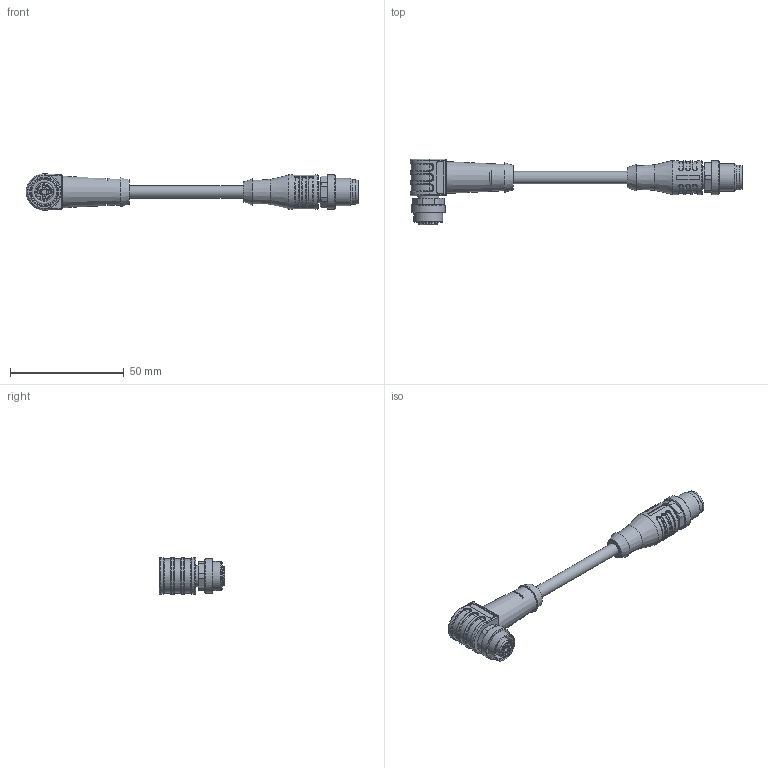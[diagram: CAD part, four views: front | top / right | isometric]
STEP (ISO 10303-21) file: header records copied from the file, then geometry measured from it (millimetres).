
FILE_DESCRIPTION(/* description */ (''),/* implementation_level */ '2;1');
FILE_NAME(/* name */ 'xRA-WWAK4-m-RA-WAS4_stp.stp',/* time_stamp */ '2016-09-16T10:00:39+02:00',/* author */ (''),/* organization */ (''),/* preprocessor_version */ 'ST-DEVELOPER v16',/* originating_system */ 'SIEMENS PLM Software NX 10.0',/* authorisation */ '');
FILE_SCHEMA (('AUTOMOTIVE_DESIGN { 1 0 10303 214 3 1 1 1 }'));
Length unit declared in the file: millimetre
Products named in the file (1): xRA-WWAK4-m-RA-WAS4_stp
Bounding box: 145.97 x 28.7 x 15.97 mm (x, y, z)
Surface area: 7538.2 mm2 (no closed solid volume)
Topology: 0 solids, 1 shells, 524 faces, 1298 edges, 810 vertices
Faces by surface type: plane 179, cylinder 160, bspline 60, extrusion 50, torus 38, cone 29, sphere 8
Full cylindrical faces by diameter (mm): 1 x4, 1.15 x4, 5.4 x1, 8.3 x1, 9.3 x2, 10.5 x1, 10.8 x1, 10.95 x1, 12 x1, 12.3 x1, 12.8 x1, 15 x3
Entity records: 16661 total; most frequent: CARTESIAN_POINT 5453, ORIENTED_EDGE 2420, DIRECTION 2116, EDGE_CURVE 1210, AXIS2_PLACEMENT_3D 787, VERTEX_POINT 778, EDGE_LOOP 614, VECTOR 542
